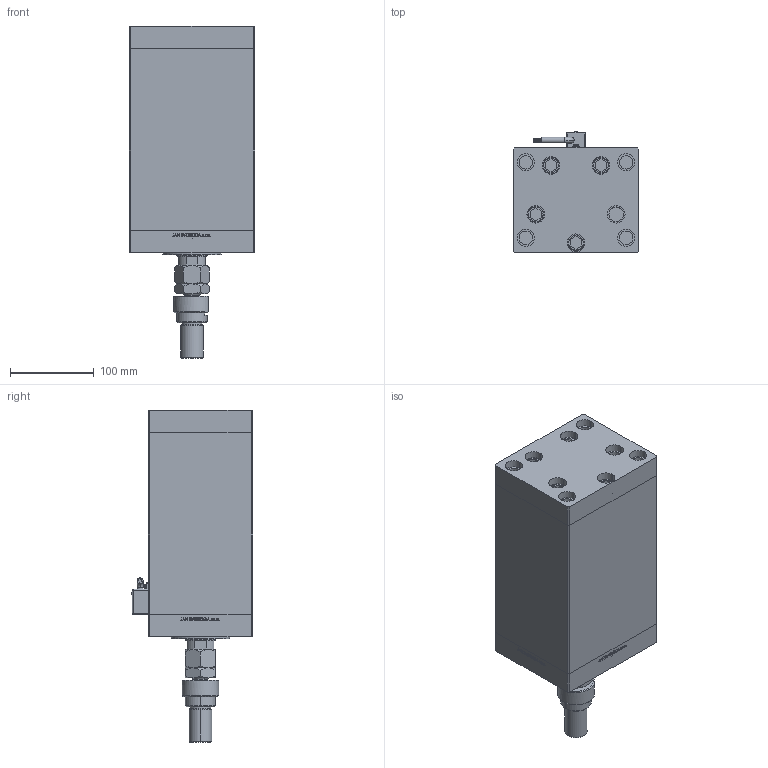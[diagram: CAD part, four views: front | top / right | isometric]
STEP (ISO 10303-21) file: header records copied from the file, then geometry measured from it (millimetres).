
FILE_DESCRIPTION (( 'STEP AP203' ), '1' );
FILE_NAME ('1d34.STEP', '2022-04-15T00:04:16', ( '' ), ( '' ), 'SwSTEP 2.0', 'SolidWorks 2019', '' );
FILE_SCHEMA (( 'CONFIG_CONTROL_DESIGN' ));
Length unit declared in the file: millimetre
Products named in the file (10): DFA be9ca06281b65305873d072aa93afdc5; V220C FRONT be9ca06281b65305873d072aa93afdc5; V220C BACK_C be9ca06281b65305873d072aa93afdc5; MFA be9ca06281b65305873d072aa93afdc5; Magnetic_Switch_MSU4 be9ca06281b65305873d072aa93afdc5; ALLEN BOLT be9ca06281b65305873d072aa93afdc5; V220C_C MIDDLE be9ca06281b65305873d072aa93afdc5; FEMALE_PART_FOR_DFA be9ca06281b65305873d072aa93afdc5; V220C_VC_C be9ca06281b65305873d072aa93afdc5; 1d34
Assembly tree (17 placements, depth 3):
  1d34
    ALLEN BOLT be9ca06281b65305873d072aa93afdc5  x9
    V220C_C MIDDLE be9ca06281b65305873d072aa93afdc5
    V220C FRONT be9ca06281b65305873d072aa93afdc5
    Magnetic_Switch_MSU4 be9ca06281b65305873d072aa93afdc5
    V220C_VC_C be9ca06281b65305873d072aa93afdc5
    V220C BACK_C be9ca06281b65305873d072aa93afdc5
    DFA be9ca06281b65305873d072aa93afdc5
      FEMALE_PART_FOR_DFA be9ca06281b65305873d072aa93afdc5
      MFA be9ca06281b65305873d072aa93afdc5
Bounding box: 150 x 145.1 x 396.5 mm (x, y, z)
Volume: 4244943.1 mm3; surface area: 476648.4 mm2
Topology: 16 solids, 17 shells, 1350 faces, 3286 edges, 2128 vertices
Faces by surface type: plane 609, bspline 380, cylinder 217, cone 84, torus 48, sphere 12
Entity records: 54814 total; most frequent: CARTESIAN_POINT 27851, ORIENTED_EDGE 5816, DIRECTION 4168, EDGE_CURVE 2908, VERTEX_POINT 1904, VECTOR 1622, LINE 1622, EDGE_LOOP 1368
